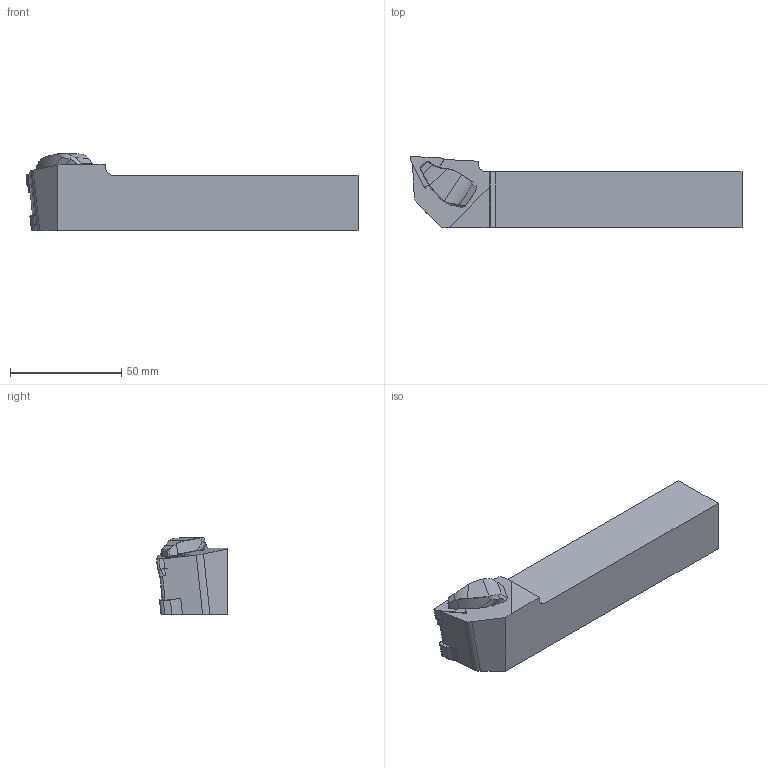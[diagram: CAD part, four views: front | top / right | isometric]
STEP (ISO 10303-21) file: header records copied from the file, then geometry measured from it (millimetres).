
FILE_DESCRIPTION(/* description */ (''),/* implementation_level */ '2;1');
FILE_NAME(/* name */ 'TTJNL-2525-M16-H.stp',/* time_stamp */ '2023-10-17T09:06:02+03:00',/* author */ (''),/* organization */ (''),/* preprocessor_version */ 'ST-DEVELOPER v19.4',/* originating_system */ 'SIEMENS PLM Software NX2306.3001',/* authorisation */ '');
FILE_SCHEMA (('AUTOMOTIVE_DESIGN { 1 0 10303 214 3 1 1 1 }'));
Length unit declared in the file: millimetre
Products named in the file (1): TTJNR-2525-M16-H
Bounding box: 149.47 x 31.93 x 34.94 mm (x, y, z)
Volume: 97830.5 mm3; surface area: 17691.6 mm2
Topology: 2 solids, 3 shells, 119 faces, 303 edges, 192 vertices
Faces by surface type: plane 62, bspline 22, cylinder 20, cone 12, extrusion 2, torus 1
Entity records: 3883 total; most frequent: CARTESIAN_POINT 1178, ORIENTED_EDGE 606, DIRECTION 470, EDGE_CURVE 303, VERTEX_POINT 192, VECTOR 158, LINE 156, AXIS2_PLACEMENT_3D 156
